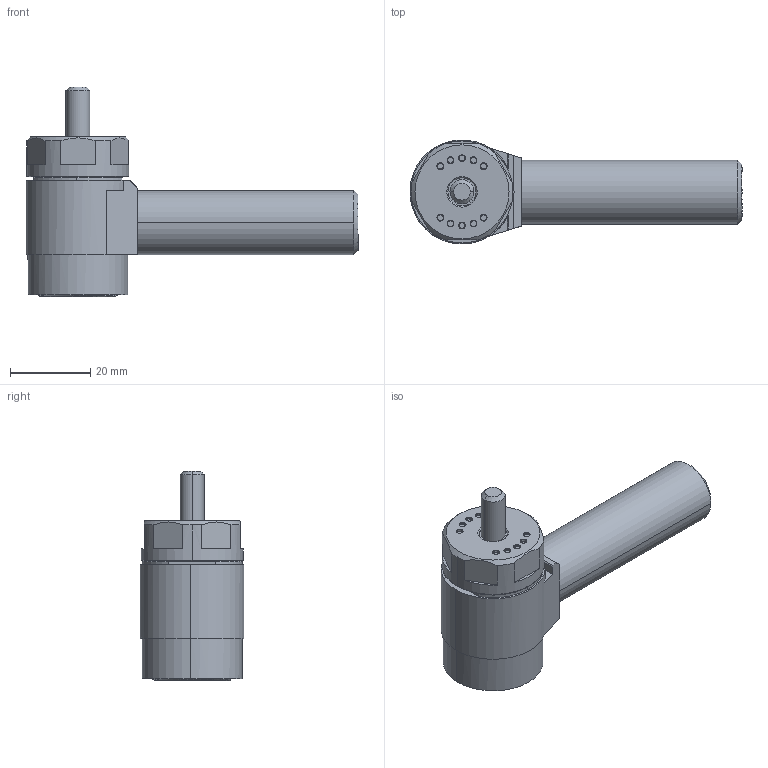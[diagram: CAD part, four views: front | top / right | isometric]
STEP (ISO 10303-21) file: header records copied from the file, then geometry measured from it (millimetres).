
FILE_DESCRIPTION(('STEP AP203'),'1');
FILE_NAME('Blue 131 90 - 3D.stp','2016-06-18T11:48:19',(' '),(' '),'Spatial InterOp 3D',' ',' ');
FILE_SCHEMA(('CONFIG_CONTROL_DESIGN'));
Length unit declared in the file: millimetre
Products named in the file (2): Blue 131 90 - 3D; housing
Assembly tree (1 placements, depth 2):
  Blue 131 90 - 3D
    housing
Bounding box: 83 x 25.96 x 52.48 mm (x, y, z)
Volume: 31499.1 mm3; surface area: 8509.2 mm2
Topology: 1 solids, 1 shells, 140 faces, 353 edges, 234 vertices
Faces by surface type: plane 49, cylinder 48, bspline 22, cone 21
Entity records: 7487 total; most frequent: CARTESIAN_POINT 3982, DIRECTION 739, ORIENTED_EDGE 706, EDGE_CURVE 353, AXIS2_PLACEMENT_3D 309, VERTEX_POINT 234, EDGE_LOOP 159, ADVANCED_FACE 140
